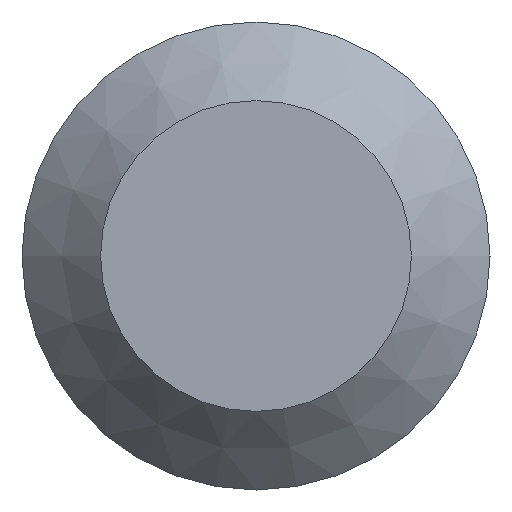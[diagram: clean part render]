
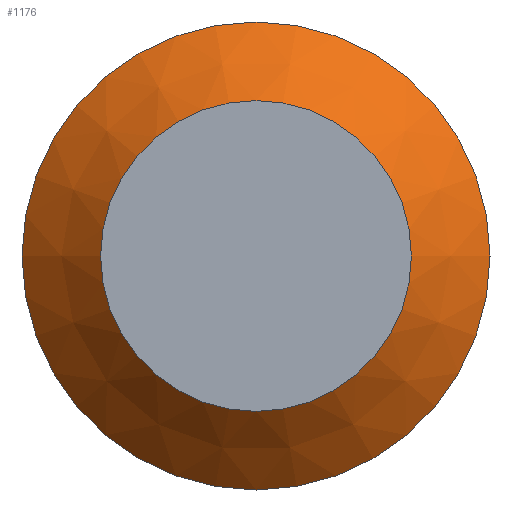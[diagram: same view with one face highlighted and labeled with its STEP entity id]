
A CAD part, left-side view. The second image highlights one B-rep face of the part: STEP entity #1176.
In plain terms, the highlighted conical face has half-angle 45 degrees and reference radius 3.32 mm.
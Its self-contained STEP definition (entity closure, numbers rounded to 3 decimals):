
#720 = AXIS2_PLACEMENT_3D ( 'NONE', #10121, #10055, #16844 ) ;
#1176 = ADVANCED_FACE ( 'NONE', ( #11231, #12764 ), #9097, .T. ) ;
#2388 = VERTEX_POINT ( 'NONE', #9583 ) ;
#2495 = ORIENTED_EDGE ( 'NONE', *, *, #10915, .F. ) ;
#2890 = EDGE_LOOP ( 'NONE', ( #8354 ) ) ;
#4931 = VERTEX_POINT ( 'NONE', #5491 ) ;
#5491 = CARTESIAN_POINT ( 'NONE',  ( 1.68, -5., 0. ) ) ;
#6379 = AXIS2_PLACEMENT_3D ( 'NONE', #6764, #10974, #6879 ) ;
#6764 = CARTESIAN_POINT ( 'NONE',  ( 0., 0., 0. ) ) ;
#6879 = DIRECTION ( 'NONE',  ( 0., -1., 0. ) ) ;
#8354 = ORIENTED_EDGE ( 'NONE', *, *, #14498, .T. ) ;
#8806 = EDGE_LOOP ( 'NONE', ( #2495 ) ) ;
#9097 = CONICAL_SURFACE ( 'NONE', #13950, 3.32, 0.785 ) ;
#9583 = CARTESIAN_POINT ( 'NONE',  ( 0., -3.32, 0. ) ) ;
#9604 = CIRCLE ( 'NONE', #720, 5. ) ;
#10055 = DIRECTION ( 'NONE',  ( -1., 0., 0. ) ) ;
#10121 = CARTESIAN_POINT ( 'NONE',  ( 1.68, 0., 0. ) ) ;
#10915 = EDGE_CURVE ( 'NONE', #2388, #2388, #15254, .T. ) ;
#10974 = DIRECTION ( 'NONE',  ( -1., 0., 0. ) ) ;
#11231 = FACE_OUTER_BOUND ( 'NONE', #2890, .T. ) ;
#11432 = DIRECTION ( 'NONE',  ( 1., 0., 0. ) ) ;
#12764 = FACE_BOUND ( 'NONE', #8806, .T. ) ;
#12829 = CARTESIAN_POINT ( 'NONE',  ( 0., 0., 0. ) ) ;
#13950 = AXIS2_PLACEMENT_3D ( 'NONE', #12829, #11432, #16948 ) ;
#14498 = EDGE_CURVE ( 'NONE', #4931, #4931, #9604, .T. ) ;
#15254 = CIRCLE ( 'NONE', #6379, 3.32 ) ;
#16844 = DIRECTION ( 'NONE',  ( 0., -1., 0. ) ) ;
#16948 = DIRECTION ( 'NONE',  ( 0., 1., 0. ) ) ;
